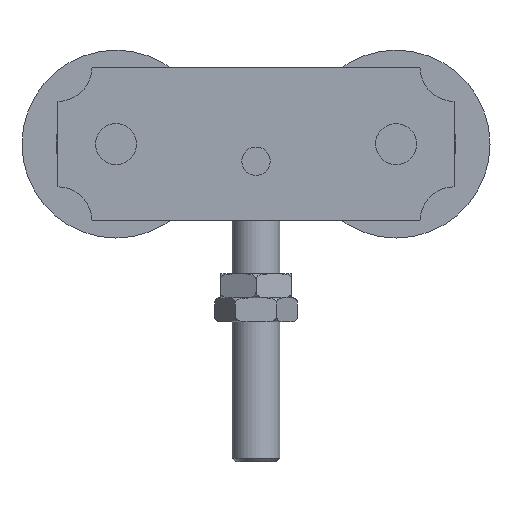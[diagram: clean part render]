
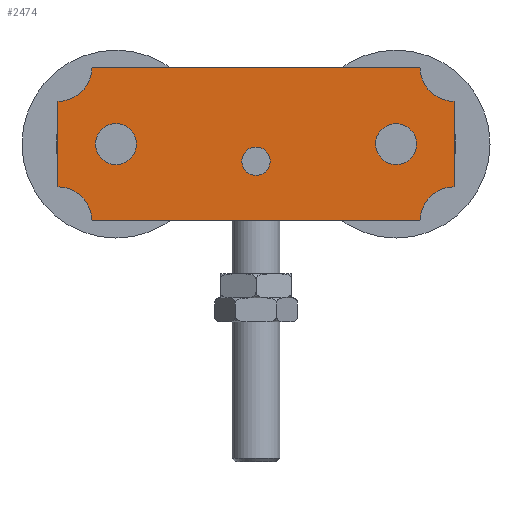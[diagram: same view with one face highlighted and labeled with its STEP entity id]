
A CAD part, left-side view. The second image highlights one B-rep face of the part: STEP entity #2474.
In plain terms, the highlighted planar face has unit normal (-1, 0, 0).
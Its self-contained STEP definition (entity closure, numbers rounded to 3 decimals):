
#177=FACE_BOUND('',#522,.T.);
#178=FACE_BOUND('',#523,.T.);
#179=FACE_BOUND('',#524,.T.);
#334=FACE_OUTER_BOUND('',#521,.T.);
#521=EDGE_LOOP('',(#2179,#2180,#2181,#2182,#2183,#2184,#2185,#2186));
#522=EDGE_LOOP('',(#2187));
#523=EDGE_LOOP('',(#2188));
#524=EDGE_LOOP('',(#2189));
#649=CIRCLE('',#2725,4.15);
#680=CIRCLE('',#2793,6.);
#683=CIRCLE('',#2800,6.);
#684=CIRCLE('',#2803,10.);
#685=CIRCLE('',#2804,10.);
#686=CIRCLE('',#2805,10.);
#687=CIRCLE('',#2806,10.);
#808=LINE('',#4886,#940);
#809=LINE('',#4890,#941);
#810=LINE('',#4894,#942);
#811=LINE('',#4897,#943);
#940=VECTOR('',#3538,10.);
#941=VECTOR('',#3541,10.);
#942=VECTOR('',#3544,10.);
#943=VECTOR('',#3547,10.);
#1113=VERTEX_POINT('',#4695);
#1157=VERTEX_POINT('',#4864);
#1160=VERTEX_POINT('',#4876);
#1161=VERTEX_POINT('',#4882);
#1162=VERTEX_POINT('',#4883);
#1163=VERTEX_POINT('',#4885);
#1164=VERTEX_POINT('',#4887);
#1165=VERTEX_POINT('',#4889);
#1166=VERTEX_POINT('',#4891);
#1167=VERTEX_POINT('',#4893);
#1168=VERTEX_POINT('',#4895);
#1424=EDGE_CURVE('',#1113,#1113,#649,.T.);
#1497=EDGE_CURVE('',#1157,#1157,#680,.T.);
#1502=EDGE_CURVE('',#1160,#1160,#683,.T.);
#1505=EDGE_CURVE('',#1161,#1162,#684,.T.);
#1506=EDGE_CURVE('',#1163,#1161,#808,.T.);
#1507=EDGE_CURVE('',#1164,#1163,#685,.T.);
#1508=EDGE_CURVE('',#1165,#1164,#809,.T.);
#1509=EDGE_CURVE('',#1166,#1165,#686,.T.);
#1510=EDGE_CURVE('',#1167,#1166,#810,.T.);
#1511=EDGE_CURVE('',#1168,#1167,#687,.T.);
#1512=EDGE_CURVE('',#1162,#1168,#811,.T.);
#2179=ORIENTED_EDGE('',*,*,#1505,.F.);
#2180=ORIENTED_EDGE('',*,*,#1506,.F.);
#2181=ORIENTED_EDGE('',*,*,#1507,.F.);
#2182=ORIENTED_EDGE('',*,*,#1508,.F.);
#2183=ORIENTED_EDGE('',*,*,#1509,.F.);
#2184=ORIENTED_EDGE('',*,*,#1510,.F.);
#2185=ORIENTED_EDGE('',*,*,#1511,.F.);
#2186=ORIENTED_EDGE('',*,*,#1512,.F.);
#2187=ORIENTED_EDGE('',*,*,#1424,.T.);
#2188=ORIENTED_EDGE('',*,*,#1497,.T.);
#2189=ORIENTED_EDGE('',*,*,#1502,.T.);
#2317=PLANE('',#2802);
#2474=ADVANCED_FACE('',(#334,#177,#178,#179),#2317,.T.);
#2725=AXIS2_PLACEMENT_3D('',#4697,#3341,#3342);
#2793=AXIS2_PLACEMENT_3D('',#4865,#3512,#3513);
#2800=AXIS2_PLACEMENT_3D('',#4877,#3528,#3529);
#2802=AXIS2_PLACEMENT_3D('',#4881,#3534,#3535);
#2803=AXIS2_PLACEMENT_3D('',#4884,#3536,#3537);
#2804=AXIS2_PLACEMENT_3D('',#4888,#3539,#3540);
#2805=AXIS2_PLACEMENT_3D('',#4892,#3542,#3543);
#2806=AXIS2_PLACEMENT_3D('',#4896,#3545,#3546);
#3341=DIRECTION('center_axis',(1.,0.,0.));
#3342=DIRECTION('ref_axis',(0.,0.,
-1.));
#3512=DIRECTION('center_axis',(1.,0.,0.));
#3513=DIRECTION('ref_axis',(0.,1.,0.));
#3528=DIRECTION('center_axis',(1.,0.,0.));
#3529=DIRECTION('ref_axis',(0.,0.948,-0.318));
#3534=DIRECTION('center_axis',(-1.,0.,0.));
#3535=DIRECTION('ref_axis',(0.,-1.,0.));
#3536=DIRECTION('center_axis',(-1.,0.,0.));
#3537=DIRECTION('ref_axis',(0.,0.,-1.));
#3538=DIRECTION('',(0.,0.,1.));
#3539=DIRECTION('center_axis',(-1.,0.,0.));
#3540=DIRECTION('ref_axis',(0.,-1.,0.));
#3541=DIRECTION('',(0.,1.,0.));
#3542=DIRECTION('center_axis',(-1.,0.,0.));
#3543=DIRECTION('ref_axis',(0.,0.,1.));
#3544=DIRECTION('',(0.,0.,-1.));
#3545=DIRECTION('center_axis',(-1.,0.,0.));
#3546=DIRECTION('ref_axis',(0.,1.,0.));
#3547=DIRECTION('',(0.,-1.,0.));
#4695=CARTESIAN_POINT('',(0.,0.,21.65));
#4697=CARTESIAN_POINT('Origin',(0.,0.,17.5));
#4864=CARTESIAN_POINT('',(0.,35.,22.5));
#4865=CARTESIAN_POINT('Origin',(0.,41.,
22.5));
#4876=CARTESIAN_POINT('',(0.,-46.688,24.409));
#4877=CARTESIAN_POINT('Origin',(0.,-41.,22.5));
#4881=CARTESIAN_POINT('Origin',(0.,0.,22.5));
#4882=CARTESIAN_POINT('',(0.,58.,35.));
#4883=CARTESIAN_POINT('',(0.,48.,45.));
#4884=CARTESIAN_POINT('Origin',(0.,58.,45.));
#4885=CARTESIAN_POINT('',(0.,58.,10.));
#4886=CARTESIAN_POINT('',(0.,58.,10.));
#4887=CARTESIAN_POINT('',(0.,48.,0.));
#4888=CARTESIAN_POINT('Origin',(0.,58.,0.));
#4889=CARTESIAN_POINT('',(0.,-48.,0.));
#4890=CARTESIAN_POINT('',(0.,-48.,0.));
#4891=CARTESIAN_POINT('',(0.,-58.,10.));
#4892=CARTESIAN_POINT('Origin',(0.,-58.,0.));
#4893=CARTESIAN_POINT('',(0.,-58.,35.));
#4894=CARTESIAN_POINT('',(0.,-58.,35.));
#4895=CARTESIAN_POINT('',(0.,-48.,45.));
#4896=CARTESIAN_POINT('Origin',(0.,-58.,45.));
#4897=CARTESIAN_POINT('',(0.,48.,45.));
